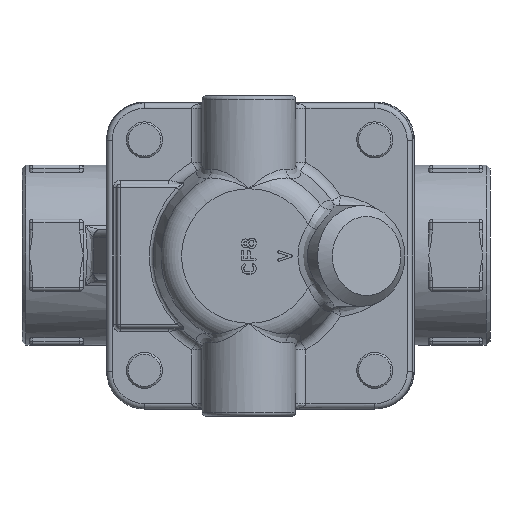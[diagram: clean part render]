
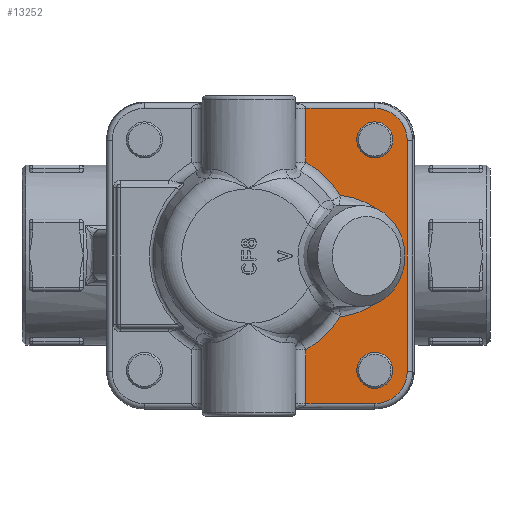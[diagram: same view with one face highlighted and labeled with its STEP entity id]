
A CAD part, front view. The second image highlights one B-rep face of the part: STEP entity #13252.
In plain terms, the highlighted planar face has unit normal (0, -1, 0).
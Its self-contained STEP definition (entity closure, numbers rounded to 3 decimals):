
#838=(
BOUNDED_CURVE()
B_SPLINE_CURVE(3,(#30743,#30744,#30745,#30746,#30747,#30748,#30749,#30750,
#30751,#30752,#30753,#30754,#30755,#30756,#30757,#30758,#30759,#30760,#30761,
#30762,#30763,#30764,#30765,#30766,#30767,#30768,#30769,#30770,#30771,#30772,
#30773,#30774,#30775,#30776),.UNSPECIFIED.,.F.,.F.)
B_SPLINE_CURVE_WITH_KNOTS((4,2,2,2,2,2,2,2,2,2,2,2,2,2,2,2,4),(0.,0.063,
0.125,0.188,0.25,0.313,0.375,0.438,0.5,0.563,0.625,0.688,0.75,0.813,
0.875,0.938,1.),.UNSPECIFIED.)
CURVE()
GEOMETRIC_REPRESENTATION_ITEM()
RATIONAL_B_SPLINE_CURVE((1.,1.,1.,1.,1.,1.,1.,1.,1.,1.,1.,1.,1.,1.,1.,1.,
1.,1.,1.,1.,1.,1.,1.,1.,1.,1.,1.,1.,1.,1.,1.,1.,1.,1.))
REPRESENTATION_ITEM('')
);
#1815=LINE('',#30638,#2571);
#1816=LINE('',#30780,#2572);
#1819=LINE('',#30798,#2575);
#1824=LINE('',#30816,#2580);
#1827=LINE('',#30836,#2583);
#2571=VECTOR('',#18151,10.);
#2572=VECTOR('',#18162,10.);
#2575=VECTOR('',#18183,10.);
#2580=VECTOR('',#18206,10.);
#2583=VECTOR('',#18231,10.);
#2674=FACE_BOUND('',#4353,.T.);
#2675=FACE_BOUND('',#4354,.T.);
#3498=FACE_OUTER_BOUND('',#4352,.T.);
#4352=EDGE_LOOP('',(#12137,#12138,#12139,#12140,#12141,#12142,#12143,#12144,
#12145,#12146));
#4353=EDGE_LOOP('',(#12147));
#4354=EDGE_LOOP('',(#12148));
#4847=CIRCLE('',#14345,5.);
#4848=CIRCLE('',#14347,5.);
#4998=CIRCLE('',#14645,30.546);
#4999=CIRCLE('',#14647,30.546);
#5003=CIRCLE('',#14655,9.);
#5007=CIRCLE('',#14661,9.);
#5897=VERTEX_POINT('',#27253);
#5898=VERTEX_POINT('',#27257);
#6176=VERTEX_POINT('',#30115);
#6177=VERTEX_POINT('',#30119);
#6179=VERTEX_POINT('',#30178);
#6180=VERTEX_POINT('',#30182);
#6188=VERTEX_POINT('',#30372);
#6191=VERTEX_POINT('',#30539);
#6194=VERTEX_POINT('',#30787);
#6196=VERTEX_POINT('',#30791);
#6197=VERTEX_POINT('',#30795);
#6200=VERTEX_POINT('',#30803);
#7681=EDGE_CURVE('',#5897,#5897,#4847,.T.);
#7683=EDGE_CURVE('',#5898,#5898,#4848,.T.);
#8145=EDGE_CURVE('',#6188,#6176,#1815,.T.);
#8146=EDGE_CURVE('',#6176,#6177,#4998,.T.);
#8147=EDGE_CURVE('',#6177,#6179,#838,.T.);
#8148=EDGE_CURVE('',#6179,#6180,#4999,.T.);
#8149=EDGE_CURVE('',#6180,#6191,#1816,.T.);
#8155=EDGE_CURVE('',#6194,#6196,#5003,.T.);
#8157=EDGE_CURVE('',#6196,#6197,#1819,.T.);
#8161=EDGE_CURVE('',#6197,#6200,#5007,.T.);
#8167=EDGE_CURVE('',#6200,#6188,#1824,.T.);
#8177=EDGE_CURVE('',#6191,#6194,#1827,.T.);
#12137=ORIENTED_EDGE('',*,*,#8157,.T.);
#12138=ORIENTED_EDGE('',*,*,#8161,.T.);
#12139=ORIENTED_EDGE('',*,*,#8167,.T.);
#12140=ORIENTED_EDGE('',*,*,#8145,.T.);
#12141=ORIENTED_EDGE('',*,*,#8146,.T.);
#12142=ORIENTED_EDGE('',*,*,#8147,.T.);
#12143=ORIENTED_EDGE('',*,*,#8148,.T.);
#12144=ORIENTED_EDGE('',*,*,#8149,.T.);
#12145=ORIENTED_EDGE('',*,*,#8177,.T.);
#12146=ORIENTED_EDGE('',*,*,#8155,.T.);
#12147=ORIENTED_EDGE('',*,*,#7683,.F.);
#12148=ORIENTED_EDGE('',*,*,#7681,.F.);
#12428=PLANE('',#14693);
#13252=ADVANCED_FACE('',(#3498,#2674,#2675),#12428,.T.);
#14345=AXIS2_PLACEMENT_3D('',#27254,#17297,#17298);
#14347=AXIS2_PLACEMENT_3D('',#27258,#17302,#17303);
#14645=AXIS2_PLACEMENT_3D('',#30640,#18154,#18155);
#14647=AXIS2_PLACEMENT_3D('',#30778,#18158,#18159);
#14655=AXIS2_PLACEMENT_3D('',#30793,#18177,#18178);
#14661=AXIS2_PLACEMENT_3D('',#30805,#18191,#18192);
#14693=AXIS2_PLACEMENT_3D('',#30869,#18275,#18276);
#17297=DIRECTION('center_axis',(0.,-1.,0.));
#17298=DIRECTION('ref_axis',(-1.,0.,0.));
#17302=DIRECTION('center_axis',(0.,-1.,0.));
#17303=DIRECTION('ref_axis',(-1.,0.,0.));
#18151=DIRECTION('',(0.,0.,-1.));
#18154=DIRECTION('center_axis',(0.,1.,0.));
#18155=DIRECTION('ref_axis',(0.834,0.,0.552));
#18158=DIRECTION('center_axis',(0.,1.,0.));
#18159=DIRECTION('ref_axis',(0.52,0.,-0.854));
#18162=DIRECTION('',(0.,0.,-1.));
#18177=DIRECTION('center_axis',(0.,-1.,0.));
#18178=DIRECTION('ref_axis',(1.,0.,0.));
#18183=DIRECTION('',(0.,0.,1.));
#18191=DIRECTION('center_axis',(0.,-1.,0.));
#18192=DIRECTION('ref_axis',(0.,0.,1.));
#18206=DIRECTION('',(-1.,0.,0.));
#18231=DIRECTION('',(1.,0.,0.));
#18275=DIRECTION('center_axis',(0.,-1.,0.));
#18276=DIRECTION('ref_axis',(0.,0.,1.));
#27253=CARTESIAN_POINT('',(30.632,-39.666,-31.966));
#27254=CARTESIAN_POINT('Origin',(25.632,-39.666,-31.966));
#27257=CARTESIAN_POINT('',(30.632,-39.666,32.027));
#27258=CARTESIAN_POINT('Origin',(25.632,-39.666,32.027));
#30115=CARTESIAN_POINT('',(6.51,-39.666,25.876));
#30119=CARTESIAN_POINT('',(16.112,-39.666,16.631));
#30178=CARTESIAN_POINT('',(16.112,-39.666,-17.074));
#30182=CARTESIAN_POINT('',(6.51,-39.666,-26.319));
#30372=CARTESIAN_POINT('',(6.51,-39.666,40.779));
#30539=CARTESIAN_POINT('',(6.51,-39.666,-41.221));
#30638=CARTESIAN_POINT('',(6.51,-39.666,40.779));
#30640=CARTESIAN_POINT('Origin',(-9.364,-39.666,-0.221));
#30743=CARTESIAN_POINT('Ctrl Pts',(16.112,-39.666,16.631));
#30744=CARTESIAN_POINT('Ctrl Pts',(17.279,-39.666,16.497));
#30745=CARTESIAN_POINT('Ctrl Pts',(18.432,-39.666,16.272));
#30746=CARTESIAN_POINT('Ctrl Pts',(20.672,-39.666,15.647));
#30747=CARTESIAN_POINT('Ctrl Pts',(21.76,-39.666,15.247));
#30748=CARTESIAN_POINT('Ctrl Pts',(23.835,-39.666,14.285));
#30749=CARTESIAN_POINT('Ctrl Pts',(24.823,-39.666,13.723));
#30750=CARTESIAN_POINT('Ctrl Pts',(26.666,-39.666,12.454));
#30751=CARTESIAN_POINT('Ctrl Pts',(27.521,-39.666,11.748));
#30752=CARTESIAN_POINT('Ctrl Pts',(29.073,-39.666,10.215));
#30753=CARTESIAN_POINT('Ctrl Pts',(29.768,-39.666,9.388));
#30754=CARTESIAN_POINT('Ctrl Pts',(30.978,-39.666,7.639));
#30755=CARTESIAN_POINT('Ctrl Pts',(31.492,-39.666,6.717));
#30756=CARTESIAN_POINT('Ctrl Pts',(32.32,-39.666,4.809));
#30757=CARTESIAN_POINT('Ctrl Pts',(32.635,-39.666,3.823));
#30758=CARTESIAN_POINT('Ctrl Pts',(33.056,-39.666,1.817));
#30759=CARTESIAN_POINT('Ctrl Pts',(33.162,-39.666,0.798));
#30760=CARTESIAN_POINT('Ctrl Pts',(33.162,-39.666,-1.241));
#30761=CARTESIAN_POINT('Ctrl Pts',(33.056,-39.666,-2.26));
#30762=CARTESIAN_POINT('Ctrl Pts',(32.635,-39.666,-4.266));
#30763=CARTESIAN_POINT('Ctrl Pts',(32.32,-39.666,-5.252));
#30764=CARTESIAN_POINT('Ctrl Pts',(31.492,-39.666,-7.16));
#30765=CARTESIAN_POINT('Ctrl Pts',(30.978,-39.666,-8.082));
#30766=CARTESIAN_POINT('Ctrl Pts',(29.768,-39.666,-9.831));
#30767=CARTESIAN_POINT('Ctrl Pts',(29.073,-39.666,-10.658));
#30768=CARTESIAN_POINT('Ctrl Pts',(27.521,-39.666,-12.191));
#30769=CARTESIAN_POINT('Ctrl Pts',(26.666,-39.666,-12.897));
#30770=CARTESIAN_POINT('Ctrl Pts',(24.823,-39.666,-14.165));
#30771=CARTESIAN_POINT('Ctrl Pts',(23.835,-39.666,-14.728));
#30772=CARTESIAN_POINT('Ctrl Pts',(21.76,-39.666,-15.69));
#30773=CARTESIAN_POINT('Ctrl Pts',(20.672,-39.666,-16.09));
#30774=CARTESIAN_POINT('Ctrl Pts',(18.432,-39.666,-16.715));
#30775=CARTESIAN_POINT('Ctrl Pts',(17.279,-39.666,-16.94));
#30776=CARTESIAN_POINT('Ctrl Pts',(16.112,-39.666,-17.074));
#30778=CARTESIAN_POINT('Origin',(-9.364,-39.666,-0.221));
#30780=CARTESIAN_POINT('',(6.51,-39.666,-26.319));
#30787=CARTESIAN_POINT('',(25.636,-39.666,-41.221));
#30791=CARTESIAN_POINT('',(34.636,-39.666,-32.221));
#30793=CARTESIAN_POINT('Origin',(25.636,-39.666,-32.221));
#30795=CARTESIAN_POINT('',(34.636,-39.666,31.779));
#30798=CARTESIAN_POINT('',(34.636,-39.666,-32.221));
#30803=CARTESIAN_POINT('',(25.636,-39.666,40.779));
#30805=CARTESIAN_POINT('Origin',(25.636,-39.666,31.779));
#30816=CARTESIAN_POINT('',(25.636,-39.666,40.779));
#30836=CARTESIAN_POINT('',(6.51,-39.666,-41.221));
#30869=CARTESIAN_POINT('Origin',(34.636,-39.666,-0.221));
